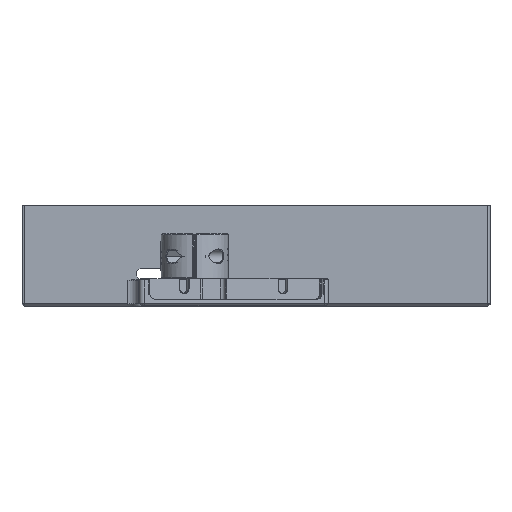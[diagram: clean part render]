
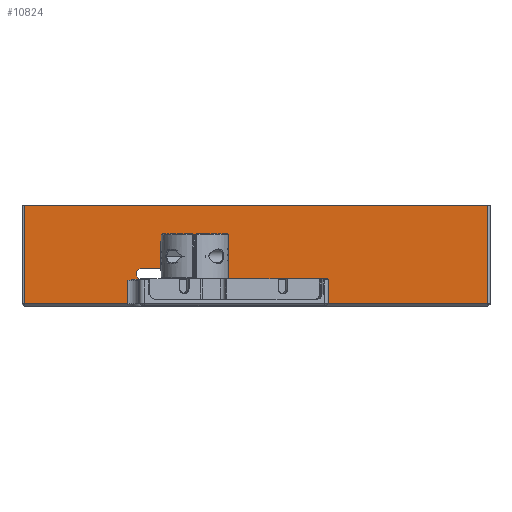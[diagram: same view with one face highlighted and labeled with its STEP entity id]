
A CAD part, top view. The second image highlights one B-rep face of the part: STEP entity #10824.
In plain terms, the highlighted planar face has unit normal (0, 0, 1).
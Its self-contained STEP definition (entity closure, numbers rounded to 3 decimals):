
#1080=(
BOUNDED_CURVE()
B_SPLINE_CURVE(2,(#23693,#23694,#23695),.UNSPECIFIED.,.F.,.F.)
B_SPLINE_CURVE_WITH_KNOTS((3,3),(0.236,0.471),
 .UNSPECIFIED.)
CURVE()
GEOMETRIC_REPRESENTATION_ITEM()
RATIONAL_B_SPLINE_CURVE((1.,1.025,1.))
REPRESENTATION_ITEM('')
);
#1081=(
BOUNDED_CURVE()
B_SPLINE_CURVE(2,(#23727,#23728,#23729),.UNSPECIFIED.,.F.,.F.)
B_SPLINE_CURVE_WITH_KNOTS((3,3),(0.,0.236),.UNSPECIFIED.)
CURVE()
GEOMETRIC_REPRESENTATION_ITEM()
RATIONAL_B_SPLINE_CURVE((1.,1.025,1.))
REPRESENTATION_ITEM('')
);
#1288=PLANE('',#11254);
#1869=FACE_OUTER_BOUND('',#2513,.T.);
#2513=EDGE_LOOP('',(#10087,#10088,#10089,#10090,#10091,#10092,#10093,#10094,
#10095,#10096,#10097,#10098,#10099,#10100,#10101,#10102,#10103,#10104));
#2727=LINE('',#13014,#3505);
#2737=LINE('',#13038,#3515);
#3232=LINE('',#23275,#4010);
#3360=LINE('',#23633,#4138);
#3362=LINE('',#23637,#4140);
#3364=LINE('',#23641,#4142);
#3366=LINE('',#23645,#4144);
#3368=LINE('',#23648,#4146);
#3369=LINE('',#23651,#4147);
#3371=LINE('',#23654,#4149);
#3398=LINE('',#23736,#4176);
#3426=LINE('',#23829,#4204);
#3453=LINE('',#23886,#4231);
#3455=LINE('',#23891,#4233);
#3457=LINE('',#23896,#4235);
#3458=LINE('',#23898,#4236);
#3505=VECTOR('',#11345,10.);
#3515=VECTOR('',#11359,10.);
#4010=VECTOR('',#12184,10.);
#4138=VECTOR('',#12562,10.);
#4140=VECTOR('',#12566,10.);
#4142=VECTOR('',#12570,10.);
#4144=VECTOR('',#12574,10.);
#4146=VECTOR('',#12578,10.);
#4147=VECTOR('',#12581,10.);
#4149=VECTOR('',#12585,10.);
#4176=VECTOR('',#12672,10.);
#4204=VECTOR('',#12764,10.);
#4231=VECTOR('',#12835,10.);
#4233=VECTOR('',#12843,10.);
#4235=VECTOR('',#12851,10.);
#4236=VECTOR('',#12854,10.);
#4284=VERTEX_POINT('',#13011);
#4285=VERTEX_POINT('',#13013);
#4296=VERTEX_POINT('',#13035);
#4297=VERTEX_POINT('',#13037);
#5128=VERTEX_POINT('',#23272);
#5129=VERTEX_POINT('',#23274);
#5233=VERTEX_POINT('',#23630);
#5234=VERTEX_POINT('',#23632);
#5235=VERTEX_POINT('',#23636);
#5236=VERTEX_POINT('',#23640);
#5237=VERTEX_POINT('',#23644);
#5238=VERTEX_POINT('',#23650);
#5248=VERTEX_POINT('',#23692);
#5255=VERTEX_POINT('',#23726);
#5257=VERTEX_POINT('',#23734);
#5290=VERTEX_POINT('',#23827);
#5297=VERTEX_POINT('',#23880);
#5298=VERTEX_POINT('',#23884);
#5341=EDGE_CURVE('',#4284,#4285,#2727,.T.);
#5353=EDGE_CURVE('',#4296,#4297,#2737,.T.);
#6601=EDGE_CURVE('',#5128,#5129,#3232,.T.);
#6778=EDGE_CURVE('',#5233,#5234,#3360,.T.);
#6780=EDGE_CURVE('',#5235,#5234,#3362,.T.);
#6782=EDGE_CURVE('',#5235,#5236,#3364,.T.);
#6784=EDGE_CURVE('',#5237,#5236,#3366,.T.);
#6786=EDGE_CURVE('',#5237,#4296,#3368,.T.);
#6787=EDGE_CURVE('',#4285,#5238,#3369,.T.);
#6789=EDGE_CURVE('',#5233,#5238,#3371,.T.);
#6808=EDGE_CURVE('',#4297,#5248,#1080,.F.);
#6824=EDGE_CURVE('',#5255,#4284,#1081,.F.);
#6828=EDGE_CURVE('',#5257,#5255,#3398,.T.);
#6874=EDGE_CURVE('',#5290,#5257,#3426,.T.);
#6904=EDGE_CURVE('',#5297,#5298,#3453,.T.);
#6907=EDGE_CURVE('',#5129,#5290,#3455,.T.);
#6909=EDGE_CURVE('',#5298,#5128,#3457,.T.);
#6910=EDGE_CURVE('',#5248,#5297,#3458,.T.);
#10087=ORIENTED_EDGE('',*,*,#6874,.F.);
#10088=ORIENTED_EDGE('',*,*,#6907,.F.);
#10089=ORIENTED_EDGE('',*,*,#6601,.F.);
#10090=ORIENTED_EDGE('',*,*,#6909,.F.);
#10091=ORIENTED_EDGE('',*,*,#6904,.F.);
#10092=ORIENTED_EDGE('',*,*,#6910,.F.);
#10093=ORIENTED_EDGE('',*,*,#6808,.F.);
#10094=ORIENTED_EDGE('',*,*,#5353,.F.);
#10095=ORIENTED_EDGE('',*,*,#6786,.F.);
#10096=ORIENTED_EDGE('',*,*,#6784,.T.);
#10097=ORIENTED_EDGE('',*,*,#6782,.F.);
#10098=ORIENTED_EDGE('',*,*,#6780,.T.);
#10099=ORIENTED_EDGE('',*,*,#6778,.F.);
#10100=ORIENTED_EDGE('',*,*,#6789,.T.);
#10101=ORIENTED_EDGE('',*,*,#6787,.F.);
#10102=ORIENTED_EDGE('',*,*,#5341,.F.);
#10103=ORIENTED_EDGE('',*,*,#6824,.F.);
#10104=ORIENTED_EDGE('',*,*,#6828,.F.);
#10824=ADVANCED_FACE('',(#1869),#1288,.T.);
#11254=AXIS2_PLACEMENT_3D('',#23897,#12852,#12853);
#11345=DIRECTION('',(-1.,0.,0.));
#11359=DIRECTION('',(-1.,0.,0.));
#12184=DIRECTION('',(1.,0.,0.));
#12562=DIRECTION('',(-0.707,0.707,0.));
#12566=DIRECTION('',(1.,0.,0.));
#12570=DIRECTION('',(-0.707,-0.707,0.));
#12574=DIRECTION('',(0.,1.,0.));
#12578=DIRECTION('',(0.707,-0.707,0.));
#12581=DIRECTION('',(0.707,0.707,0.));
#12585=DIRECTION('',(0.,-1.,0.));
#12672=DIRECTION('',(0.,1.,0.));
#12764=DIRECTION('',(-1.,0.,0.));
#12835=DIRECTION('',(-1.,0.,0.));
#12843=DIRECTION('',(0.,-1.,0.));
#12851=DIRECTION('',(0.,1.,0.));
#12852=DIRECTION('center_axis',(0.,0.,1.));
#12853=DIRECTION('ref_axis',(0.,-1.,0.));
#12854=DIRECTION('',(0.,-1.,0.));
#13011=CARTESIAN_POINT('',(62.709,12.,60.));
#13013=CARTESIAN_POINT('',(15.5,12.,60.));
#13014=CARTESIAN_POINT('',(-11.25,12.,60.));
#13035=CARTESIAN_POINT('',(0.5,12.,60.));
#13037=CARTESIAN_POINT('',(-2.709,12.,60.));
#13038=CARTESIAN_POINT('',(-11.25,12.,60.));
#23272=CARTESIAN_POINT('',(-51.5,45.,60.));
#23274=CARTESIAN_POINT('',(156.5,45.,60.));
#23275=CARTESIAN_POINT('',(-52.5,45.,60.));
#23630=CARTESIAN_POINT('',(17.,15.5,60.));
#23632=CARTESIAN_POINT('',(15.5,17.,60.));
#23633=CARTESIAN_POINT('',(28.25,4.25,60.));
#23636=CARTESIAN_POINT('',(0.5,17.,60.));
#23637=CARTESIAN_POINT('',(29.5,17.,60.));
#23640=CARTESIAN_POINT('',(-1.,15.5,60.));
#23641=CARTESIAN_POINT('',(13.75,30.25,60.));
#23644=CARTESIAN_POINT('',(-1.,13.5,60.));
#23645=CARTESIAN_POINT('',(-1.,12.,60.));
#23648=CARTESIAN_POINT('',(15.,-2.5,60.));
#23650=CARTESIAN_POINT('',(17.,13.5,60.));
#23651=CARTESIAN_POINT('',(27.,23.5,60.));
#23654=CARTESIAN_POINT('',(17.,14.5,60.));
#23692=CARTESIAN_POINT('',(-5.,11.5,60.));
#23693=CARTESIAN_POINT('Ctrl Pts',(-5.,11.5,60.));
#23694=CARTESIAN_POINT('Ctrl Pts',(-3.909,11.5,60.));
#23695=CARTESIAN_POINT('Ctrl Pts',(-2.709,12.,60.));
#23726=CARTESIAN_POINT('',(65.,11.5,60.));
#23727=CARTESIAN_POINT('Ctrl Pts',(62.709,12.,60.));
#23728=CARTESIAN_POINT('Ctrl Pts',(63.909,11.5,60.));
#23729=CARTESIAN_POINT('Ctrl Pts',(65.,11.5,60.));
#23734=CARTESIAN_POINT('',(65.,1.,60.));
#23736=CARTESIAN_POINT('',(65.,6.,60.));
#23827=CARTESIAN_POINT('',(156.5,1.,60.));
#23829=CARTESIAN_POINT('',(45.,1.,60.));
#23880=CARTESIAN_POINT('',(-5.,1.,60.));
#23884=CARTESIAN_POINT('',(-51.5,1.,60.));
#23886=CARTESIAN_POINT('',(45.,1.,60.));
#23891=CARTESIAN_POINT('',(156.5,9.,60.));
#23896=CARTESIAN_POINT('',(-51.5,9.,60.));
#23897=CARTESIAN_POINT('Origin',(60.,12.,60.));
#23898=CARTESIAN_POINT('',(-5.,6.,60.));
